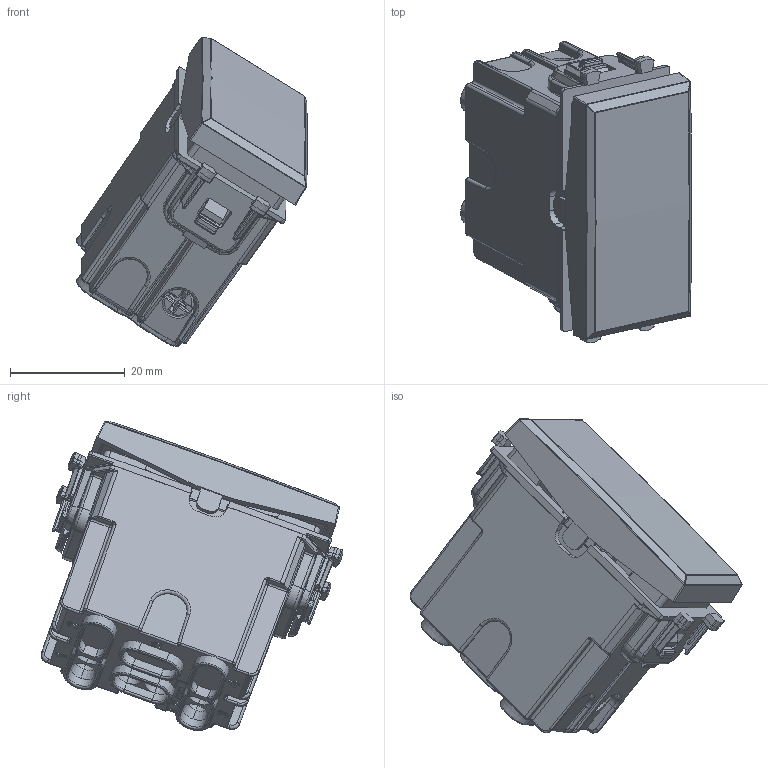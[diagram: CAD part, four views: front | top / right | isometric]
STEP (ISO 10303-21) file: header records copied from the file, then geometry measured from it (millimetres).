
FILE_DESCRIPTION(('CATIA V5 STEP Exchange'),'2;1');
FILE_NAME('442053BS.stp','2024-02-15T12:18:48+00:00',('none'),('none'),'CATIA Version 5-6 Release 2016 SP6','CATIA V5 STEP AP203','none');
FILE_SCHEMA(('CONFIG_CONTROL_DESIGN'));
Length unit declared in the file: millimetre
Products named in the file (2): 442053BS; AS2334
Assembly tree (16 placements, depth 3):
  442053BS
    #57
    #42854  x3
    #44767  x3
    #45659
    #46531
    #49181
    #62723
    #64053
    #115697
    AS2334
      #121274
      #124880
Bounding box: 40.28 x 52.62 x 53.93 mm (x, y, z)
Volume: 17330.7 mm3; surface area: 27139.4 mm2
Topology: 19 solids, 19 shells, 3520 faces, 9283 edges, 5677 vertices
Faces by surface type: plane 1495, cylinder 1135, bspline 453, cone 179, torus 127, sphere 111, extrusion 20
Entity records: 129996 total; most frequent: CARTESIAN_POINT 58774, ORIENTED_EDGE 17368, DIRECTION 10098, EDGE_CURVE 8684, VERTEX_POINT 5385, VECTOR 4291, LINE 4271, AXIS2_PLACEMENT_3D 3527
